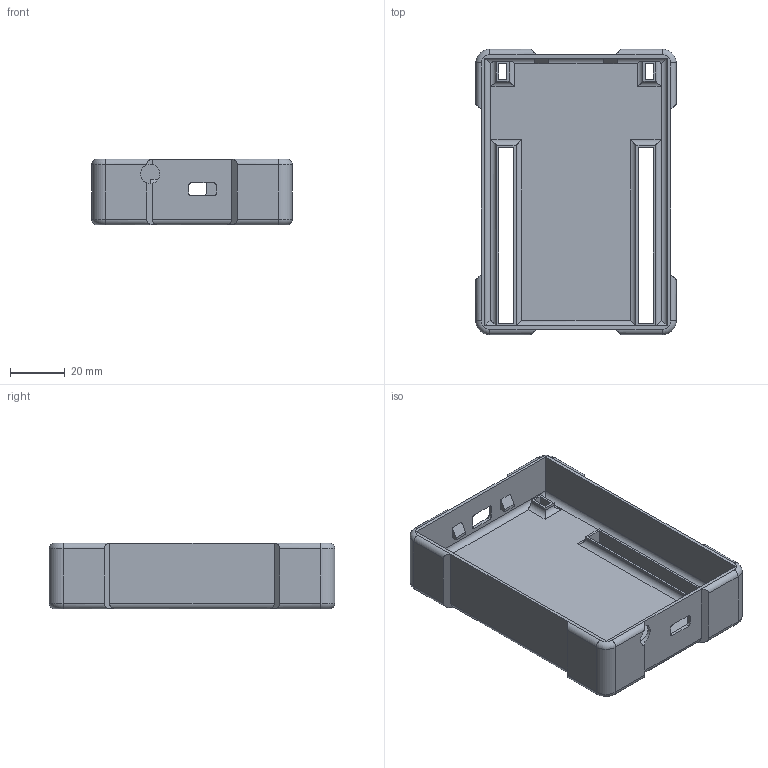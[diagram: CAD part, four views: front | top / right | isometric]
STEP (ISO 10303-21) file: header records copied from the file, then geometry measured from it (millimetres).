
FILE_DESCRIPTION(/* description */ ('STEP AP203'),/* implementation_level */ '2;1');
FILE_NAME(/* name */ 'case.stp',/* time_stamp */ '2025-03-09T15:38:33+07:00',/* author */ ('mahun'),/* organization */ ('UNSPECIFIED'),/* preprocessor_version */ 'ST-DEVELOPER v18',/* originating_system */ 'Autodesk Inventor 2020',/* authorisation */ '');
FILE_SCHEMA (('AUTOMOTIVE_DESIGN { 1 0 10303 214 3 1 1 }'));
Length unit declared in the file: millimetre
Products named in the file (1): case
Bounding box: 72.9 x 103.9 x 24 mm (x, y, z)
Volume: 57660.5 mm3; surface area: 29899.6 mm2
Topology: 1 solids, 1 shells, 139 faces, 370 edges, 235 vertices
Faces by surface type: plane 82, cylinder 49, torus 8
Full cylindrical faces by diameter (mm): 7 x1
Entity records: 4363 total; most frequent: DIRECTION 757, CARTESIAN_POINT 745, ORIENTED_EDGE 740, EDGE_CURVE 370, LINE 263, VECTOR 263, AXIS2_PLACEMENT_3D 247, VERTEX_POINT 235
